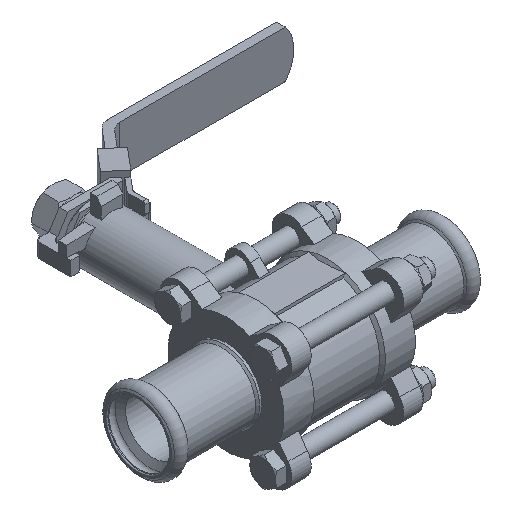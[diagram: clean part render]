
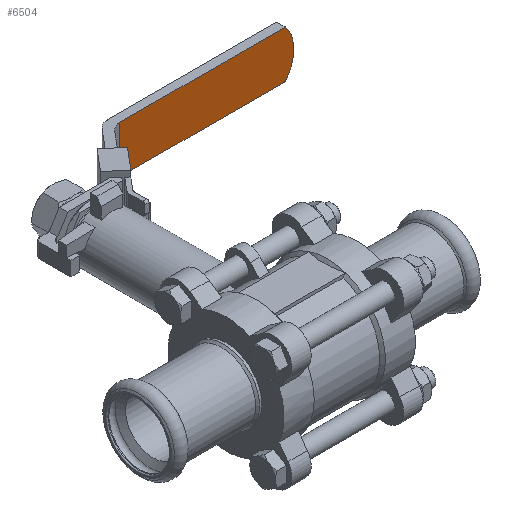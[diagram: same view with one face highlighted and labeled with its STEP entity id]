
A CAD part, isometric view. The second image highlights one B-rep face of the part: STEP entity #6504.
In plain terms, the highlighted planar face has unit normal (0, -1, 0).
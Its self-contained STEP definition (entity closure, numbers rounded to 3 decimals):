
#498=LINE('',#10185,#947);
#515=LINE('',#10226,#964);
#516=LINE('',#10230,#965);
#947=VECTOR('',#8131,1000.);
#964=VECTOR('',#8168,1000.);
#965=VECTOR('',#8173,1000.);
#1267=PLANE('',#7034);
#1912=ORIENTED_EDGE('',*,*,#3664,.T.);
#1913=ORIENTED_EDGE('',*,*,#3567,.F.);
#1914=ORIENTED_EDGE('',*,*,#3688,.F.);
#1915=ORIENTED_EDGE('',*,*,#3686,.F.);
#3567=EDGE_CURVE('',#4494,#4496,#5030,.T.);
#3664=EDGE_CURVE('',#4569,#4496,#498,.T.);
#3686=EDGE_CURVE('',#4569,#4583,#515,.T.);
#3688=EDGE_CURVE('',#4583,#4494,#516,.T.);
#4494=VERTEX_POINT('',#9969);
#4496=VERTEX_POINT('',#9972);
#4569=VERTEX_POINT('',#10186);
#4583=VERTEX_POINT('',#10227);
#5030=CIRCLE('',#6967,17.);
#5393=EDGE_LOOP('',(#1912,#1913,#1914,#1915));
#5904=FACE_BOUND('',#5393,.T.);
#6504=ADVANCED_FACE('',(#5904),#1267,.T.);
#6967=AXIS2_PLACEMENT_3D('',#9971,#7958,#7959);
#7034=AXIS2_PLACEMENT_3D('',#10229,#8171,#8172);
#7958=DIRECTION('',(0.,1.,0.));
#7959=DIRECTION('',(1.,0.,0.));
#8131=DIRECTION('',(1.,0.,0.));
#8168=DIRECTION('',(0.,0.,1.));
#8171=DIRECTION('',(0.,-1.,0.));
#8172=DIRECTION('',(1.,0.,0.));
#8173=DIRECTION('',(1.,0.,0.));
#9969=CARTESIAN_POINT('',(115.959,118.998,11.));
#9971=CARTESIAN_POINT('',(102.998,118.998,0.));
#9972=CARTESIAN_POINT('',(115.959,118.998,-11.));
#10185=CARTESIAN_POINT('',(39.201,118.998,-11.));
#10186=CARTESIAN_POINT('',(39.201,118.998,-11.));
#10226=CARTESIAN_POINT('',(39.201,118.998,-11.));
#10227=CARTESIAN_POINT('',(39.201,118.998,11.));
#10229=CARTESIAN_POINT('',(39.201,118.998,-11.));
#10230=CARTESIAN_POINT('',(39.201,118.998,11.));
